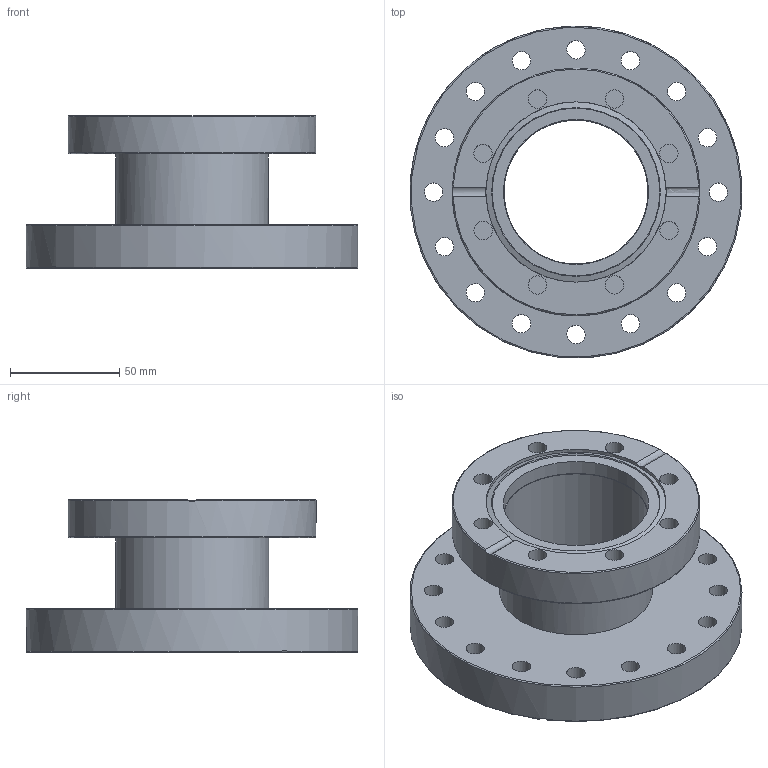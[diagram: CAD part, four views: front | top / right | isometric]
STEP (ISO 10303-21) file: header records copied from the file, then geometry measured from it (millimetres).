
FILE_DESCRIPTION((''),'2;1');
FILE_NAME('TA1063-304.stp','2009-04-15T13:51:01',('hasers'),(''),'Autodesk Inventor 2008','Autodesk Inventor 2008','');
FILE_SCHEMA(('AUTOMOTIVE_DESIGN { 1 0 10303 214 1 1 1 1 }'));
Length unit declared in the file: millimetre
Products named in the file (4): TA1063-304; CF-07 [Keywords [Summary]=1.4301][Company [Summary]=Vacom][Title [Summary]=F63B70]; CF-07 [Keywords [Summary]=1.4301][Company [Summary]=Vacom][Title [Summary]=F100]_3; Rohre [Subject [Summary]=normal][Keywords [Summary]=1.4301][Title [Summary]=70x2,0 (0,5m)]_3
Assembly tree (3 placements, depth 2):
  TA1063-304
    CF-07 [Keywords [Summary]=1.4301][Company [Summary]=Vacom][Title [Summary]=F63B70]
    CF-07 [Keywords [Summary]=1.4301][Company [Summary]=Vacom][Title [Summary]=F100]_3
    Rohre [Subject [Summary]=normal][Keywords [Summary]=1.4301][Title [Summary]=70x2,0 (0,5m)]_3
Bounding box: 151.81 x 151.79 x 70 mm (x, y, z)
Volume: 387427.8 mm3; surface area: 100463.8 mm2
Topology: 3 solids, 3 shells, 61 faces, 177 edges, 124 vertices
Faces by surface type: bspline 29, plane 11, cylinder 10, torus 7, cone 4
Full cylindrical faces by diameter (mm): 66 x1, 66.5 x1, 70 x1, 70.3 x1, 82.5 x1, 113.5 x1, 120.6 x1, 152 x1
Entity records: 2403 total; most frequent: CARTESIAN_POINT 981, DIRECTION 252, ORIENTED_EDGE 214, EDGE_LOOP 158, AXIS2_PLACEMENT_3D 122, EDGE_CURVE 107, FACE_BOUND 97, VERTEX_POINT 95
